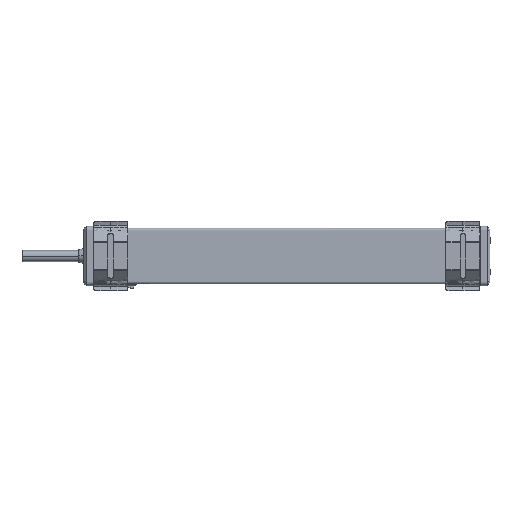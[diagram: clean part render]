
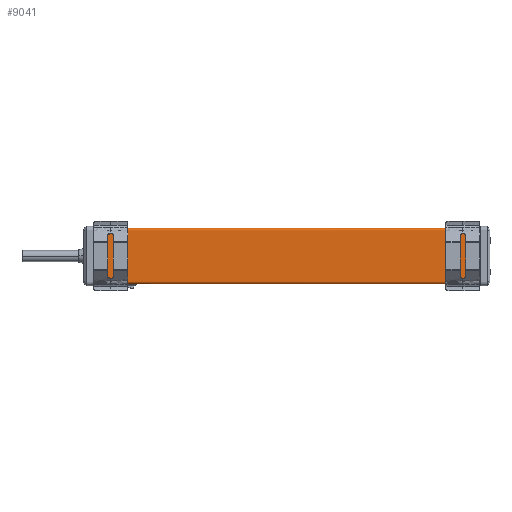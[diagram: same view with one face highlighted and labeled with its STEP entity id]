
A CAD part, top view. The second image highlights one B-rep face of the part: STEP entity #9041.
In plain terms, the highlighted free-form (B-spline) face has degree [2, 1] with [9, 2] control points.
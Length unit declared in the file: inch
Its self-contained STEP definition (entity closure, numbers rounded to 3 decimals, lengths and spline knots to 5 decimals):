
#445 = ORIENTED_EDGE ( 'NONE', *, *, #9453, .T. ) ;
#494 = CARTESIAN_POINT ( 'NONE',  ( 5.62205, -0.73622, 1.4325 ) ) ;
#889 = CARTESIAN_POINT ( 'NONE',  ( 5.62205, 0.73622, 1.4325 ) ) ;
#960 = CARTESIAN_POINT ( 'NONE',  ( 5.62205, 0.80709, 1.33845 ) ) ;
#1010 = CARTESIAN_POINT ( 'NONE',  ( 5.62205, 0., 1.4325 ) ) ;
#1132 = CARTESIAN_POINT ( 'NONE',  ( 5.62205, 0.73622, 1.4325 ) ) ;
#1520 = CARTESIAN_POINT ( 'NONE',  ( -5.62205, 0., 1.4325 ) ) ;
#1698 = LINE ( 'NONE', #8550, #12042 ) ;
#1776 = CARTESIAN_POINT ( 'NONE',  ( 5.62205, 0., 1.4325 ) ) ;
#1867 = FACE_OUTER_BOUND ( 'NONE', #15695, .T. ) ;
#2001 = DIRECTION ( 'NONE',  ( -1., 0., 0. ) ) ;
#2047 =( BOUNDED_CURVE ( )  B_SPLINE_CURVE ( 2, ( #4287, #6987, #494, #1776, #889, #3409, #2072, #14738, #14685 ),
 .UNSPECIFIED., .F., .T. ) 
 B_SPLINE_CURVE_WITH_KNOTS ( ( 3, 2, 2, 2, 3 ),
 ( 0., 0.00284, 0.04044, 0.04329, 0.04447 ),
 .UNSPECIFIED. ) 
 CURVE ( )  GEOMETRIC_REPRESENTATION_ITEM ( )  RATIONAL_B_SPLINE_CURVE ( ( 1., 0.707, 1., 1., 1., 0.707, 1., 1., 1. ) ) 
 REPRESENTATION_ITEM ( '' )  );
#2072 = CARTESIAN_POINT ( 'NONE',  ( 5.62205, 0.80709, 1.36164 ) ) ;
#2201 = CARTESIAN_POINT ( 'NONE',  ( 5.62205, -0.80709, 1.4325 ) ) ;
#2255 = CARTESIAN_POINT ( 'NONE',  ( 5.62205, -0.73622, 1.4325 ) ) ;
#2566 = ORIENTED_EDGE ( 'NONE', *, *, #15038, .T. ) ;
#2811 = CARTESIAN_POINT ( 'NONE',  ( -5.62205, 0.80709, 1.36164 ) ) ;
#3017 = CARTESIAN_POINT ( 'NONE',  ( -5.62205, -0.73622, 1.4325 ) ) ;
#3036 = VERTEX_POINT ( 'NONE', #14283 ) ;
#3409 = CARTESIAN_POINT ( 'NONE',  ( 5.62205, 0.80709, 1.4325 ) ) ;
#3594 = CARTESIAN_POINT ( 'NONE',  ( -5.62205, 0., 1.4325 ) ) ;
#4287 = CARTESIAN_POINT ( 'NONE',  ( 5.62205, -0.80709, 1.36164 ) ) ;
#4824 = CARTESIAN_POINT ( 'NONE',  ( 5.62205, -0.80709, 1.36164 ) ) ;
#4982 = CARTESIAN_POINT ( 'NONE',  ( 5.62205, 0.80709, 1.4325 ) ) ;
#5095 = CARTESIAN_POINT ( 'NONE',  ( 5.62205, 0.80709, 1.31527 ) ) ;
#5380 = CARTESIAN_POINT ( 'NONE',  ( -5.62205, 0.80709, 1.31527 ) ) ;
#6117 = CARTESIAN_POINT ( 'NONE',  ( -5.62205, 0.80709, 1.31527 ) ) ;
#6827 = CARTESIAN_POINT ( 'NONE',  ( -5.62205, -0.80709, 1.36164 ) ) ;
#6926 = VERTEX_POINT ( 'NONE', #12901 ) ;
#6987 = CARTESIAN_POINT ( 'NONE',  ( 5.62205, -0.80709, 1.4325 ) ) ;
#7295 = CARTESIAN_POINT ( 'NONE',  ( -5.62205, 0.80709, 1.4325 ) ) ;
#7885 = VERTEX_POINT ( 'NONE', #5095 ) ;
#8119 = CARTESIAN_POINT ( 'NONE',  ( -5.62205, 0.80709, 1.33845 ) ) ;
#8445 = DIRECTION ( 'NONE',  ( 1., 0., 0. ) ) ;
#8550 = CARTESIAN_POINT ( 'NONE',  ( 0., -0.80709, 1.36164 ) ) ;
#8565 = CARTESIAN_POINT ( 'NONE',  ( -5.62205, -0.80709, 1.4325 ) ) ;
#8618 = CARTESIAN_POINT ( 'NONE',  ( 5.62205, 0.80709, 1.31527 ) ) ;
#8766 = VERTEX_POINT ( 'NONE', #14056 ) ;
#9018 = ORIENTED_EDGE ( 'NONE', *, *, #11288, .T. ) ;
#9041 = ADVANCED_FACE ( 'NONE', ( #1867 ), #13353, .T. ) ;
#9213 = VECTOR ( 'NONE', #2001, 39.37008 ) ;
#9453 = EDGE_CURVE ( 'NONE', #3036, #7885, #2047, .T. ) ;
#9849 = CARTESIAN_POINT ( 'NONE',  ( -5.62205, -0.73622, 1.4325 ) ) ;
#10575 = CARTESIAN_POINT ( 'NONE',  ( -5.62205, 0.80709, 1.4325 ) ) ;
#10826 = CARTESIAN_POINT ( 'NONE',  ( 0., 0.80709, 1.31527 ) ) ;
#11134 = CARTESIAN_POINT ( 'NONE',  ( -5.62205, -0.80709, 1.36164 ) ) ;
#11288 = EDGE_CURVE ( 'NONE', #8766, #6926, #12719, .T. ) ;
#12042 = VECTOR ( 'NONE', #8445, 39.37008 ) ;
#12416 = CARTESIAN_POINT ( 'NONE',  ( 5.62205, 0.80709, 1.36164 ) ) ;
#12468 = CARTESIAN_POINT ( 'NONE',  ( -5.62205, 0.73622, 1.4325 ) ) ;
#12575 = CARTESIAN_POINT ( 'NONE',  ( -5.62205, 0.80709, 1.36164 ) ) ;
#12719 =( BOUNDED_CURVE ( )  B_SPLINE_CURVE ( 2, ( #5380, #8119, #2811, #10575, #14371, #1520, #3017, #13077, #6827 ),
 .UNSPECIFIED., .F., .T. ) 
 B_SPLINE_CURVE_WITH_KNOTS ( ( 3, 2, 2, 2, 3 ),
 ( 0., 0.00115, 0.00393, 0.0406, 0.04337 ),
 .UNSPECIFIED. ) 
 CURVE ( )  GEOMETRIC_REPRESENTATION_ITEM ( )  RATIONAL_B_SPLINE_CURVE ( ( 1., 1., 1., 0.707, 1., 1., 1., 0.707, 1. ) ) 
 REPRESENTATION_ITEM ( '' )  );
#12901 = CARTESIAN_POINT ( 'NONE',  ( -5.62205, -0.80709, 1.36164 ) ) ;
#13077 = CARTESIAN_POINT ( 'NONE',  ( -5.62205, -0.80709, 1.4325 ) ) ;
#13353 =( BOUNDED_SURFACE ( )  B_SPLINE_SURFACE ( 2, 1, ( 
 ( #6117, #8618 ),
 ( #16315, #960 ),
 ( #12575, #12416 ),
 ( #7295, #4982 ),
 ( #12468, #1132 ),
 ( #3594, #1010 ),
 ( #9849, #2255 ),
 ( #8565, #2201 ),
 ( #11134, #4824 ) ),
 .UNSPECIFIED., .F., .F., .T. ) 
 B_SPLINE_SURFACE_WITH_KNOTS ( ( 3, 2, 2, 2, 3 ),
 ( 2, 2 ),
 ( -41.40516, -40.22743, -37.39999, 0., 2.82743 ),
 ( 0., 285.6 ),
 .UNSPECIFIED. ) 
 GEOMETRIC_REPRESENTATION_ITEM ( )  RATIONAL_B_SPLINE_SURFACE ( (
 ( 1., 1.),
 ( 1., 1.),
 ( 1., 1.),
 ( 0.707, 0.707),
 ( 1., 1.),
 ( 1., 1.),
 ( 1., 1.),
 ( 0.707, 0.707),
 ( 1., 1.) ) ) 
 REPRESENTATION_ITEM ( '' )  SURFACE ( )  );
#13793 = EDGE_CURVE ( 'NONE', #6926, #3036, #1698, .T. ) ;
#14056 = CARTESIAN_POINT ( 'NONE',  ( -5.62205, 0.80709, 1.31527 ) ) ;
#14189 = LINE ( 'NONE', #10826, #9213 ) ;
#14283 = CARTESIAN_POINT ( 'NONE',  ( 5.62205, -0.80709, 1.36164 ) ) ;
#14371 = CARTESIAN_POINT ( 'NONE',  ( -5.62205, 0.73622, 1.4325 ) ) ;
#14685 = CARTESIAN_POINT ( 'NONE',  ( 5.62205, 0.80709, 1.31527 ) ) ;
#14738 = CARTESIAN_POINT ( 'NONE',  ( 5.62205, 0.80709, 1.33845 ) ) ;
#15038 = EDGE_CURVE ( 'NONE', #7885, #8766, #14189, .T. ) ;
#15499 = ORIENTED_EDGE ( 'NONE', *, *, #13793, .T. ) ;
#15695 = EDGE_LOOP ( 'NONE', ( #9018, #15499, #445, #2566 ) ) ;
#16315 = CARTESIAN_POINT ( 'NONE',  ( -5.62205, 0.80709, 1.33845 ) ) ;
